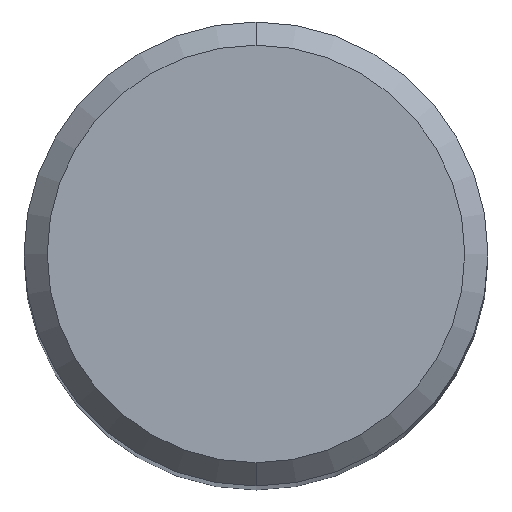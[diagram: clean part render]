
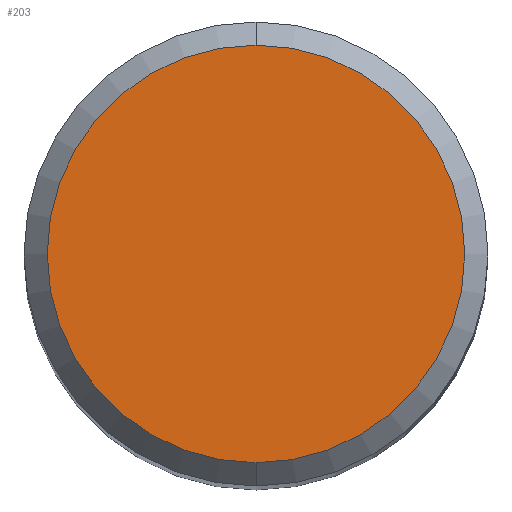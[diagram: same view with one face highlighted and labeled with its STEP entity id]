
A CAD part, top view. The second image highlights one B-rep face of the part: STEP entity #203.
In plain terms, the highlighted planar face has unit normal (0, 0, 1).
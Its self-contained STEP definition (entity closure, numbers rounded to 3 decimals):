
#193=VERTEX_POINT('',#501);
#203=ADVANCED_FACE('',(#512),#513,.T.);
#295=EDGE_CURVE('',#367,#193,#615,.T.);
#321=EDGE_CURVE('',#193,#367,#645,.T.);
#367=VERTEX_POINT('',#697);
#501=CARTESIAN_POINT('',(0.,-3.6,0.0));
#512=FACE_OUTER_BOUND('',#869,.T.);
#513=PLANE('',#870);
#615=CIRCLE('',#1065,3.6);
#645=CIRCLE('',#1155,3.6);
#697=CARTESIAN_POINT('',(0.0,3.6,0.0));
#869=EDGE_LOOP('',(#1491,#1492));
#870=AXIS2_PLACEMENT_3D('',#1493,#1494,#1495);
#1065=AXIS2_PLACEMENT_3D('',#1611,#1612,#1613);
#1155=AXIS2_PLACEMENT_3D('',#1651,#1652,#1653);
#1491=ORIENTED_EDGE('',*,*,#295,.F.);
#1492=ORIENTED_EDGE('',*,*,#321,.F.);
#1493=CARTESIAN_POINT('',(0.0,1.8,0.0));
#1494=DIRECTION('',(-0.0,0.0,1.0));
#1495=DIRECTION('',(0.0,-1.0,0.0));
#1611=CARTESIAN_POINT('',(0.0,0.0,0.0));
#1612=DIRECTION('',(0.0,0.0,-1.0));
#1613=DIRECTION('',(0.0,1.0,0.0));
#1651=CARTESIAN_POINT('',(0.0,0.0,0.0));
#1652=DIRECTION('',(0.0,0.0,-1.0));
#1653=DIRECTION('',(0.0,1.0,0.0));
